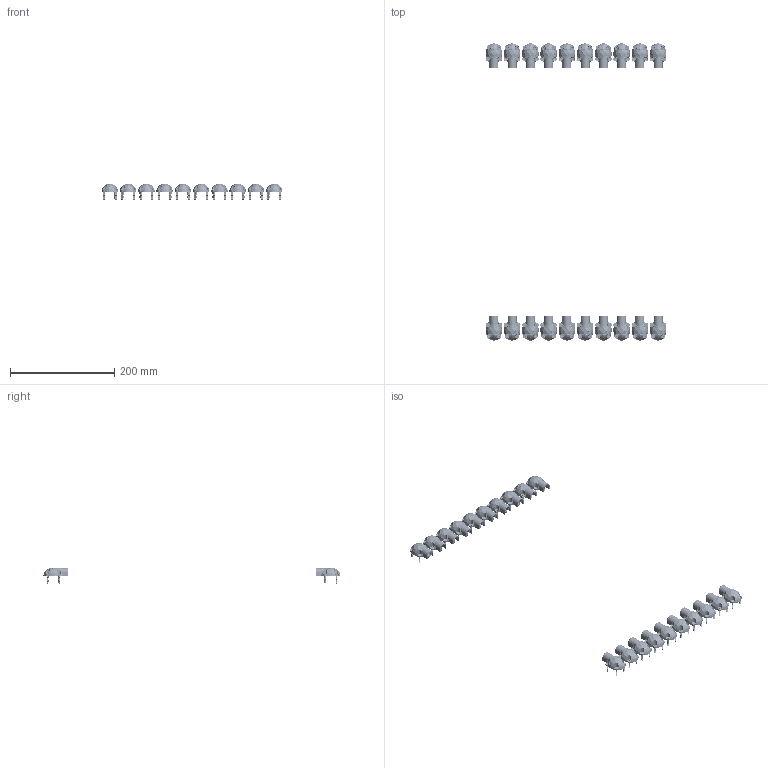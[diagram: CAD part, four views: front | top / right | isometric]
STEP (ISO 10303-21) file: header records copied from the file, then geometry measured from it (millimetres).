
FILE_DESCRIPTION (( 'STEP AP214' ), '1' );
FILE_NAME ('ECRLN10.STEP', '2021-08-03T14:16:04', ( '' ), ( '' ), 'SwSTEP 2.0', 'SolidWorks 2020', '' );
FILE_SCHEMA (( 'AUTOMOTIVE_DESIGN' ));
Length unit declared in the file: millimetre
Products named in the file (16): PA0044-PLASTIC PACKING DLS10; SCREW BAG FOR DL_SCREW BAG DL10; ECRLN10; MP0180-DL FIXING PART DIAM 10_MOULE ZAMACK; ISO 14586 - ST2.9 x 19-C-S_ISO 14586 - ST2.9 x 19-C-S; MP0178-OVOID END CAP DL DIAM 10_NOIR; PP0051-PLASTIC END CAP ID10.5
Assembly tree (114 placements, depth 3):
  PA0044-PLASTIC PACKING DLS10
  ECRLN10
    MP0178-OVOID END CAP DL DIAM 10_NOIR  x20
    SCREW BAG FOR DL_SCREW BAG DL10
      ISO 14586 - ST2.9 x 19-C-S_ISO 14586 - ST2.9 x 19-C-S  x8
      MP0180-DL FIXING PART DIAM 10_MOULE ZAMACK  x2
      PP0051-PLASTIC END CAP ID10.5  x2
    SCREW BAG FOR DL_SCREW BAG DL10
      ISO 14586 - ST2.9 x 19-C-S_ISO 14586 - ST2.9 x 19-C-S  x8
    SCREW BAG FOR DL_SCREW BAG DL10
      ISO 14586 - ST2.9 x 19-C-S_ISO 14586 - ST2.9 x 19-C-S  x8
    SCREW BAG FOR DL_SCREW BAG DL10
      ISO 14586 - ST2.9 x 19-C-S_ISO 14586 - ST2.9 x 19-C-S  x8
    SCREW BAG FOR DL_SCREW BAG DL10
      ISO 14586 - ST2.9 x 19-C-S_ISO 14586 - ST2.9 x 19-C-S  x8
    SCREW BAG FOR DL_SCREW BAG DL10
      ISO 14586 - ST2.9 x 19-C-S_ISO 14586 - ST2.9 x 19-C-S  x8
    SCREW BAG FOR DL_SCREW BAG DL10
      ISO 14586 - ST2.9 x 19-C-S_ISO 14586 - ST2.9 x 19-C-S  x8
    SCREW BAG FOR DL_SCREW BAG DL10
      ISO 14586 - ST2.9 x 19-C-S_ISO 14586 - ST2.9 x 19-C-S  x8
    SCREW BAG FOR DL_SCREW BAG DL10
      ISO 14586 - ST2.9 x 19-C-S_ISO 14586 - ST2.9 x 19-C-S  x8
    SCREW BAG FOR DL_SCREW BAG DL10
      ISO 14586 - ST2.9 x 19-C-S_ISO 14586 - ST2.9 x 19-C-S  x8
Bounding box: 346.98 x 570.1 x 32.13 mm (x, y, z)
Volume: 100020.5 mm3; surface area: 122677.8 mm2
Topology: 104 solids, 104 shells, 11292 faces, 24176 edges, 12994 vertices
Faces by surface type: cone 5868, cylinder 2806, plane 1872, bspline 586, torus 160
Entity records: 10559 total; most frequent: CARTESIAN_POINT 3678, DIRECTION 1406, ORIENTED_EDGE 1246, EDGE_CURVE 623, AXIS2_PLACEMENT_3D 585, VERTEX_POINT 366, EDGE_LOOP 279, ADVANCED_FACE 267
